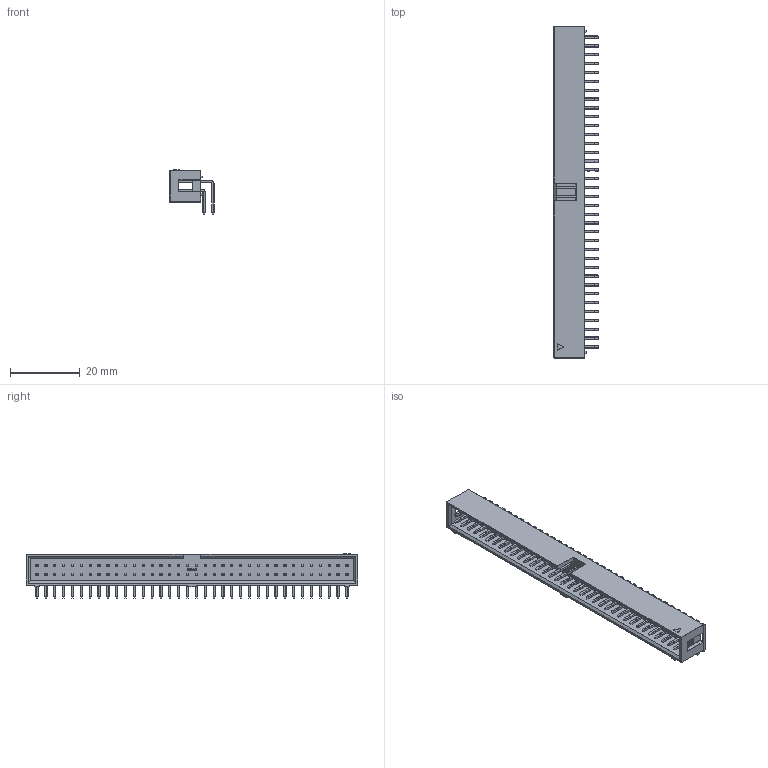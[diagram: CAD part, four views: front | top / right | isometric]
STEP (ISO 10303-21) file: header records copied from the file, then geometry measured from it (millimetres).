
FILE_DESCRIPTION(/* description */ (''),/* implementation_level */ '2;1');
FILE_NAME(/* name */ '72-Pin Shrouded Header (IDC) Right Angle.STEP',/* time_stamp */ '2019-09-21T07:31:55+02:00',/* author */ ('Bernd das Brot'),/* organization */ (''),/* preprocessor_version */ 'ST-DEVELOPER v17',/* originating_system */ 'Autodesk Inventor 2019',/* authorisation */ '');
FILE_SCHEMA (('AUTOMOTIVE_DESIGN { 1 0 10303 214 3 1 1 }'));
Length unit declared in the file: millimetre
Products named in the file (4): 72-Pin Shrouded Header (IDC) Right Angle; Lower Contact; Upper Contact; 72-Pin Shrouded Header Body
Assembly tree (73 placements, depth 2):
  72-Pin Shrouded Header (IDC) Right Angle
    Upper Contact  x36
    Lower Contact  x36
    72-Pin Shrouded Header Body
Bounding box: 12.65 x 95.25 x 12.67 mm (x, y, z)
Volume: 4131.5 mm3; surface area: 8437.6 mm2
Topology: 73 solids, 73 shells, 2818 faces, 7212 edges, 4549 vertices
Faces by surface type: plane 1546, cylinder 840, torus 311, bspline 80, sphere 41
Entity records: 23531 total; most frequent: CARTESIAN_POINT 5220, ORIENTED_EDGE 3776, DIRECTION 3501, EDGE_CURVE 1888, LINE 1417, VECTOR 1417, VERTEX_POINT 1189, AXIS2_PLACEMENT_3D 1042
